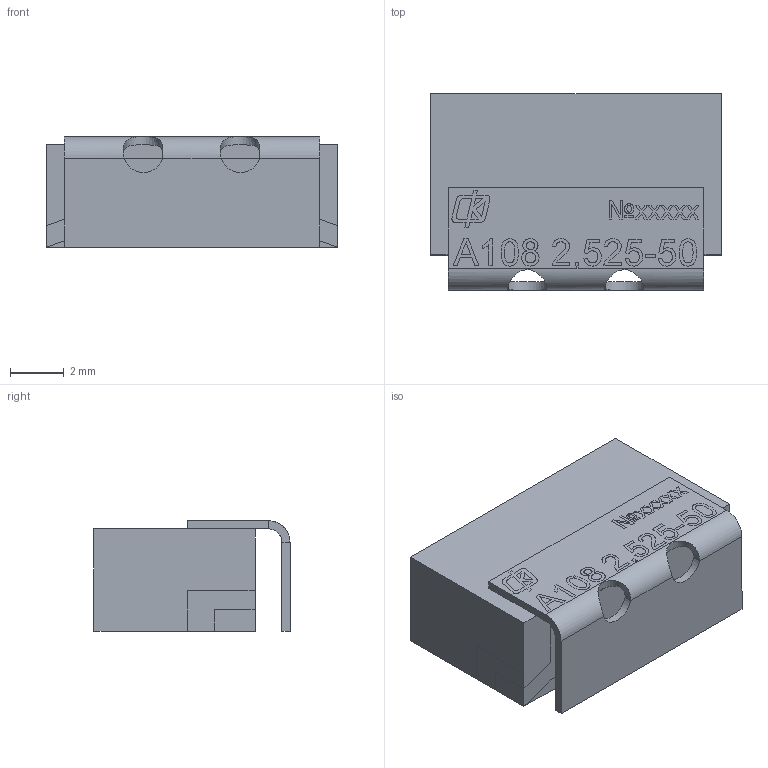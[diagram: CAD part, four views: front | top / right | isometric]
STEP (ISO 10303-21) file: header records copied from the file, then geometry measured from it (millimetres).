
FILE_DESCRIPTION(('STEP AP203'), '1');
FILE_NAME('ÍØÁÀ.434834.019-01.01_Ôèëüòð ÔÊÏ1-219-01-2,525-50', '', ('UNSPECIFIED'), ('UNSPECIFIED'), 'ASCON STEP Converter 1.6', 'ASCON Math Kernel', '');
FILE_SCHEMA(('CONFIG_CONTROL_DESIGN'));
Length unit declared in the file: millimetre
Products named in the file (1): НШБА.434834.019-01.01_Фильтр ФКП1-219-01-2,525-50
Bounding box: 10.8 x 7.28 x 4.1 mm (x, y, z)
Volume: 265.2 mm3; surface area: 354.2 mm2
Topology: 1 solids, 1 shells, 354 faces, 956 edges, 630 vertices
Faces by surface type: plane 236, bspline 107, cylinder 11
Entity records: 24915 total; most frequent: CARTESIAN_POINT 14046, ORIENTED_EDGE 1912, DIRECTION 1169, EDGE_CURVE 956, VERTEX_POINT 630, LINE 629, VECTOR 629, FACE_BOUND 384
